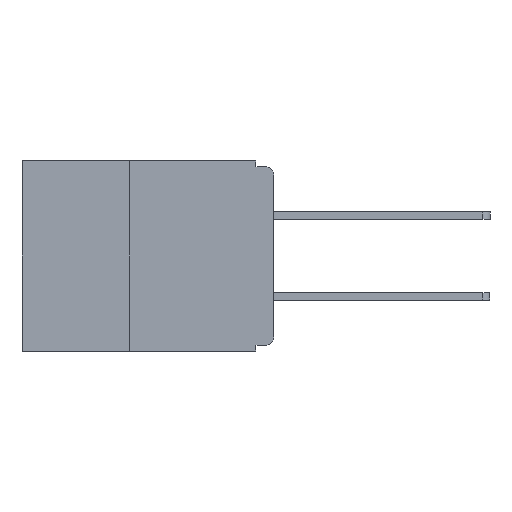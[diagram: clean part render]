
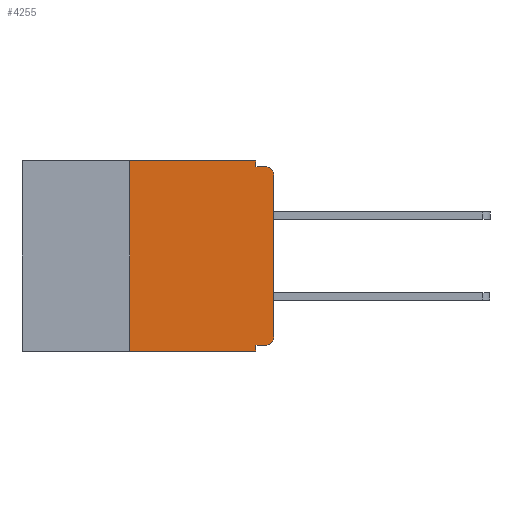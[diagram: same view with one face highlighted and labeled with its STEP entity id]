
A CAD part, left-side view. The second image highlights one B-rep face of the part: STEP entity #4255.
In plain terms, the highlighted planar face has unit normal (-1, 0, 0).
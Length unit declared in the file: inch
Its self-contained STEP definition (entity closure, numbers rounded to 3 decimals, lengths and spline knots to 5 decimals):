
#449 = CIRCLE ( 'NONE', #9954, 0.015 ) ;
#790 = ORIENTED_EDGE ( 'NONE', *, *, #11465, .F. ) ;
#899 = LINE ( 'NONE', #10933, #6327 ) ;
#1100 = DIRECTION ( 'NONE',  ( -1., 0., 0. ) ) ;
#1116 = VERTEX_POINT ( 'NONE', #1476 ) ;
#1130 = CARTESIAN_POINT ( 'NONE',  ( 0., 0.015, -0.305 ) ) ;
#1391 = VERTEX_POINT ( 'NONE', #7654 ) ;
#1476 = CARTESIAN_POINT ( 'NONE',  ( 0., 0.015, -0.32 ) ) ;
#1505 = VECTOR ( 'NONE', #10964, 39.37008 ) ;
#1522 = VECTOR ( 'NONE', #3693, 39.37008 ) ;
#1558 = DIRECTION ( 'NONE',  ( 0., 0., -1. ) ) ;
#1967 = VERTEX_POINT ( 'NONE', #11246 ) ;
#2016 = EDGE_CURVE ( 'NONE', #10532, #5613, #449, .T. ) ;
#2220 = ORIENTED_EDGE ( 'NONE', *, *, #5024, .T. ) ;
#2683 = EDGE_LOOP ( 'NONE', ( #5725, #6236, #790, #3187, #6540, #8011, #9275, #12437, #11627, #2220 ) ) ;
#2975 = CARTESIAN_POINT ( 'NONE',  ( 0., 0.031, -0.32 ) ) ;
#3187 = ORIENTED_EDGE ( 'NONE', *, *, #4624, .F. ) ;
#3261 = VECTOR ( 'NONE', #7777, 39.37008 ) ;
#3649 = VECTOR ( 'NONE', #12239, 39.37008 ) ;
#3693 = DIRECTION ( 'NONE',  ( 0., 0., -1. ) ) ;
#3741 = PLANE ( 'NONE',  #6539 ) ;
#3862 = DIRECTION ( 'NONE',  ( 0., -1., 0. ) ) ;
#3915 = VECTOR ( 'NONE', #9836, 39.37008 ) ;
#3950 = VERTEX_POINT ( 'NONE', #6700 ) ;
#3981 = LINE ( 'NONE', #4164, #3649 ) ;
#4164 = CARTESIAN_POINT ( 'NONE',  ( 0., 0.031, -0.33 ) ) ;
#4255 = ADVANCED_FACE ( 'NONE', ( #9068 ), #3741, .F. ) ;
#4256 = LINE ( 'NONE', #7936, #1505 ) ;
#4569 = CIRCLE ( 'NONE', #12807, 0.015 ) ;
#4624 = EDGE_CURVE ( 'NONE', #3950, #1391, #12010, .T. ) ;
#4687 = VECTOR ( 'NONE', #6369, 39.37008 ) ;
#5024 = EDGE_CURVE ( 'NONE', #1116, #6884, #4569, .T. ) ;
#5391 = VECTOR ( 'NONE', #12012, 39.37008 ) ;
#5613 = VERTEX_POINT ( 'NONE', #10398 ) ;
#5655 = VERTEX_POINT ( 'NONE', #9854 ) ;
#5725 = ORIENTED_EDGE ( 'NONE', *, *, #6474, .T. ) ;
#5988 = LINE ( 'NONE', #10761, #3261 ) ;
#6236 = ORIENTED_EDGE ( 'NONE', *, *, #2016, .T. ) ;
#6308 = EDGE_CURVE ( 'NONE', #5655, #3950, #6585, .T. ) ;
#6327 = VECTOR ( 'NONE', #3862, 39.37008 ) ;
#6369 = DIRECTION ( 'NONE',  ( 0., 0., 1. ) ) ;
#6474 = EDGE_CURVE ( 'NONE', #6884, #10532, #13054, .T. ) ;
#6539 = AXIS2_PLACEMENT_3D ( 'NONE', #9789, #12324, #12795 ) ;
#6540 = ORIENTED_EDGE ( 'NONE', *, *, #6308, .F. ) ;
#6585 = LINE ( 'NONE', #10008, #3915 ) ;
#6700 = CARTESIAN_POINT ( 'NONE',  ( 0., 0.031, 0. ) ) ;
#6884 = VERTEX_POINT ( 'NONE', #11250 ) ;
#6918 = CARTESIAN_POINT ( 'NONE',  ( 0., 0., 0. ) ) ;
#7654 = CARTESIAN_POINT ( 'NONE',  ( 0., 0.031, -0.01 ) ) ;
#7725 = CARTESIAN_POINT ( 'NONE',  ( 0., 0., -0.025 ) ) ;
#7777 = DIRECTION ( 'NONE',  ( 0., 1., 0. ) ) ;
#7936 = CARTESIAN_POINT ( 'NONE',  ( 0., 0., -0.01 ) ) ;
#8011 = ORIENTED_EDGE ( 'NONE', *, *, #10723, .F. ) ;
#9020 = CARTESIAN_POINT ( 'NONE',  ( 0., 0.25, -0.33 ) ) ;
#9068 = FACE_OUTER_BOUND ( 'NONE', #2683, .T. ) ;
#9275 = ORIENTED_EDGE ( 'NONE', *, *, #10657, .T. ) ;
#9373 = LINE ( 'NONE', #9020, #5391 ) ;
#9540 = CARTESIAN_POINT ( 'NONE',  ( 0., 0.031, -0.33 ) ) ;
#9789 = CARTESIAN_POINT ( 'NONE',  ( 0., 0.437, 0. ) ) ;
#9836 = DIRECTION ( 'NONE',  ( 0., -1., 0. ) ) ;
#9854 = CARTESIAN_POINT ( 'NONE',  ( 0., 0.25, 0. ) ) ;
#9954 = AXIS2_PLACEMENT_3D ( 'NONE', #10300, #10624, #1558 ) ;
#10008 = CARTESIAN_POINT ( 'NONE',  ( 0., 0.437, 0. ) ) ;
#10216 = EDGE_CURVE ( 'NONE', #10772, #10397, #3981, .T. ) ;
#10300 = CARTESIAN_POINT ( 'NONE',  ( 0., 0.015, -0.025 ) ) ;
#10397 = VERTEX_POINT ( 'NONE', #9540 ) ;
#10398 = CARTESIAN_POINT ( 'NONE',  ( 0., 0.015, -0.01 ) ) ;
#10532 = VERTEX_POINT ( 'NONE', #7725 ) ;
#10624 = DIRECTION ( 'NONE',  ( -1., 0., 0. ) ) ;
#10657 = EDGE_CURVE ( 'NONE', #1967, #10397, #899, .T. ) ;
#10723 = EDGE_CURVE ( 'NONE', #1967, #5655, #9373, .T. ) ;
#10761 = CARTESIAN_POINT ( 'NONE',  ( 0., 0., -0.32 ) ) ;
#10772 = VERTEX_POINT ( 'NONE', #2975 ) ;
#10933 = CARTESIAN_POINT ( 'NONE',  ( 0., 0.437, -0.33 ) ) ;
#10960 = CARTESIAN_POINT ( 'NONE',  ( 0., 0.031, 0. ) ) ;
#10964 = DIRECTION ( 'NONE',  ( 0., -1., 0. ) ) ;
#11246 = CARTESIAN_POINT ( 'NONE',  ( 0., 0.25, -0.33 ) ) ;
#11250 = CARTESIAN_POINT ( 'NONE',  ( 0., 0., -0.305 ) ) ;
#11389 = DIRECTION ( 'NONE',  ( 0., 0., -1. ) ) ;
#11465 = EDGE_CURVE ( 'NONE', #1391, #5613, #4256, .T. ) ;
#11627 = ORIENTED_EDGE ( 'NONE', *, *, #11964, .F. ) ;
#11964 = EDGE_CURVE ( 'NONE', #1116, #10772, #5988, .T. ) ;
#12010 = LINE ( 'NONE', #10960, #1522 ) ;
#12012 = DIRECTION ( 'NONE',  ( 0., 0., 1. ) ) ;
#12239 = DIRECTION ( 'NONE',  ( 0., 0., -1. ) ) ;
#12324 = DIRECTION ( 'NONE',  ( 1., 0., 0. ) ) ;
#12437 = ORIENTED_EDGE ( 'NONE', *, *, #10216, .F. ) ;
#12795 = DIRECTION ( 'NONE',  ( 0., 0., -1. ) ) ;
#12807 = AXIS2_PLACEMENT_3D ( 'NONE', #1130, #1100, #11389 ) ;
#13054 = LINE ( 'NONE', #6918, #4687 ) ;
